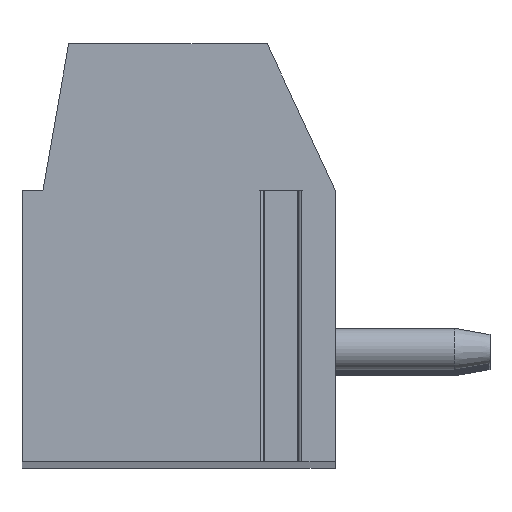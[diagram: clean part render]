
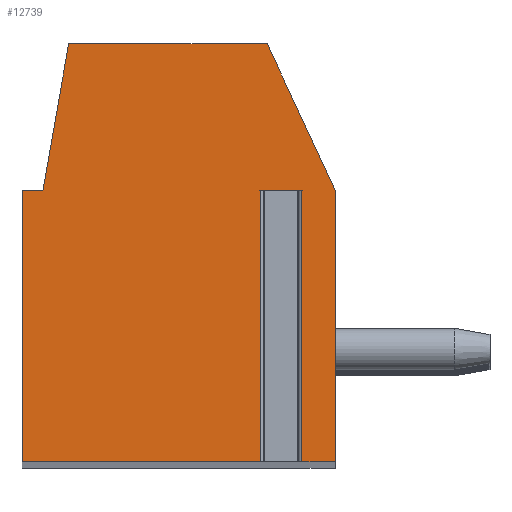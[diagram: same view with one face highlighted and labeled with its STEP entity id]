
A CAD part, top view. The second image highlights one B-rep face of the part: STEP entity #12739.
In plain terms, the highlighted planar face has unit normal (0, 0, 1).
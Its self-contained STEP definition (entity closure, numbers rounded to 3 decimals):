
#161=DIRECTION('',(-1.,0.,0.));
#162=VECTOR('',#161,0.996);
#163=CARTESIAN_POINT('',(2.948,1.5,82.5));
#164=LINE('',#163,#162);
#165=DIRECTION('',(0.,-1.,0.));
#166=VECTOR('',#165,6.5);
#167=CARTESIAN_POINT('',(1.952,1.5,82.5));
#168=LINE('',#167,#166);
#169=DIRECTION('',(1.,0.,0.));
#170=VECTOR('',#169,5.702);
#171=CARTESIAN_POINT('',(-3.75,-5.,82.5));
#172=LINE('',#171,#170);
#173=DIRECTION('',(0.,-1.,0.));
#174=VECTOR('',#173,6.5);
#175=CARTESIAN_POINT('',(-3.75,1.5,82.5));
#176=LINE('',#175,#174);
#177=DIRECTION('',(-1.,0.,0.));
#178=VECTOR('',#177,0.5);
#179=CARTESIAN_POINT('',(-3.25,1.5,82.5));
#180=LINE('',#179,#178);
#181=DIRECTION('',(-0.174,-0.985,0.));
#182=VECTOR('',#181,3.554);
#183=CARTESIAN_POINT('',(-2.633,5.,82.5));
#184=LINE('',#183,#182);
#185=DIRECTION('',(-1.,0.,0.));
#186=VECTOR('',#185,4.751);
#187=CARTESIAN_POINT('',(2.118,5.,82.5));
#188=LINE('',#187,#186);
#189=DIRECTION('',(-0.423,0.906,0.));
#190=VECTOR('',#189,3.862);
#191=CARTESIAN_POINT('',(3.75,1.5,82.5));
#192=LINE('',#191,#190);
#193=DIRECTION('',(0.,1.,0.));
#194=VECTOR('',#193,6.5);
#195=CARTESIAN_POINT('',(3.75,-5.,82.5));
#196=LINE('',#195,#194);
#197=DIRECTION('',(1.,0.,0.));
#198=VECTOR('',#197,0.802);
#199=CARTESIAN_POINT('',(2.948,-5.,82.5));
#200=LINE('',#199,#198);
#201=DIRECTION('',(0.,-1.,0.));
#202=VECTOR('',#201,6.5);
#203=CARTESIAN_POINT('',(2.948,1.5,82.5));
#204=LINE('',#203,#202);
#9907=CARTESIAN_POINT('',(3.75,-5.,82.5));
#9908=CARTESIAN_POINT('',(3.75,1.5,82.5));
#9909=VERTEX_POINT('',#9907);
#9910=VERTEX_POINT('',#9908);
#9911=CARTESIAN_POINT('',(2.118,5.,82.5));
#9912=VERTEX_POINT('',#9911);
#9913=CARTESIAN_POINT('',(-2.633,5.,82.5));
#9914=VERTEX_POINT('',#9913);
#9915=CARTESIAN_POINT('',(-3.25,1.5,82.5));
#9916=VERTEX_POINT('',#9915);
#9917=CARTESIAN_POINT('',(-3.75,1.5,82.5));
#9918=VERTEX_POINT('',#9917);
#9919=CARTESIAN_POINT('',(-3.75,-5.,82.5));
#9920=VERTEX_POINT('',#9919);
#9965=CARTESIAN_POINT('',(2.948,1.5,82.5));
#9966=CARTESIAN_POINT('',(1.952,1.5,82.5));
#9967=VERTEX_POINT('',#9965);
#9968=VERTEX_POINT('',#9966);
#9969=CARTESIAN_POINT('',(2.948,-5.,82.5));
#9970=VERTEX_POINT('',#9969);
#9971=CARTESIAN_POINT('',(1.952,-5.,82.5));
#9972=VERTEX_POINT('',#9971);
#12713=CARTESIAN_POINT('',(0.,0.,82.5));
#12714=DIRECTION('',(0.,0.,1.));
#12715=DIRECTION('',(1.,0.,0.));
#12716=AXIS2_PLACEMENT_3D('',#12713,#12714,#12715);
#12717=PLANE('',#12716);
#12719=ORIENTED_EDGE('',*,*,#12718,.T.);
#12721=ORIENTED_EDGE('',*,*,#12720,.T.);
#12722=ORIENTED_EDGE('',*,*,#12681,.F.);
#12724=ORIENTED_EDGE('',*,*,#12723,.F.);
#12726=ORIENTED_EDGE('',*,*,#12725,.F.);
#12728=ORIENTED_EDGE('',*,*,#12727,.F.);
#12730=ORIENTED_EDGE('',*,*,#12729,.F.);
#12732=ORIENTED_EDGE('',*,*,#12731,.F.);
#12734=ORIENTED_EDGE('',*,*,#12733,.F.);
#12735=ORIENTED_EDGE('',*,*,#12660,.F.);
#12736=ORIENTED_EDGE('',*,*,#12703,.F.);
#12737=EDGE_LOOP('',(#12719,#12721,#12722,#12724,#12726,#12728,#12730,#12732,
#12734,#12735,#12736));
#12738=FACE_OUTER_BOUND('',#12737,.F.);
#12660=EDGE_CURVE('',#9970,#9909,#200,.T.);
#12681=EDGE_CURVE('',#9920,#9972,#172,.T.);
#12703=EDGE_CURVE('',#9967,#9970,#204,.T.);
#12718=EDGE_CURVE('',#9967,#9968,#164,.T.);
#12720=EDGE_CURVE('',#9968,#9972,#168,.T.);
#12723=EDGE_CURVE('',#9918,#9920,#176,.T.);
#12725=EDGE_CURVE('',#9916,#9918,#180,.T.);
#12727=EDGE_CURVE('',#9914,#9916,#184,.T.);
#12729=EDGE_CURVE('',#9912,#9914,#188,.T.);
#12731=EDGE_CURVE('',#9910,#9912,#192,.T.);
#12733=EDGE_CURVE('',#9909,#9910,#196,.T.);
#12739=ADVANCED_FACE('',(#12738),#12717,.T.);
